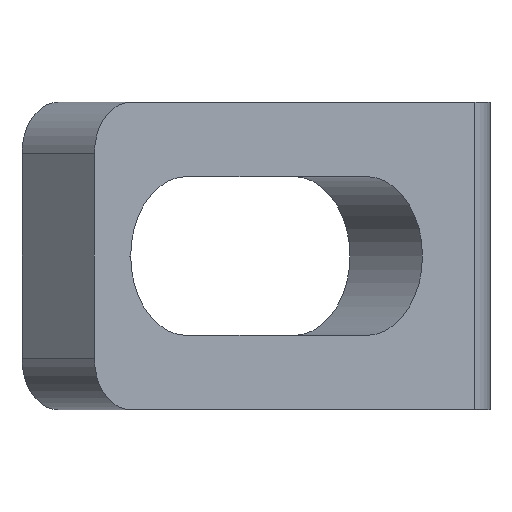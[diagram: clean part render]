
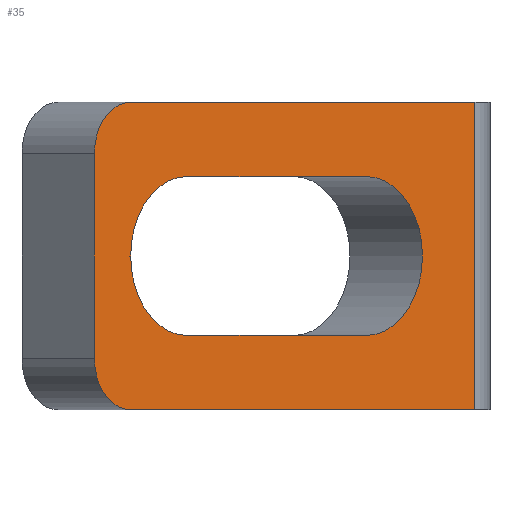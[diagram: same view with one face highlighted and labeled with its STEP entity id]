
A CAD part, left-side view. The second image highlights one B-rep face of the part: STEP entity #35.
In plain terms, the highlighted planar face has unit normal (-0.707, -0.707, 0).
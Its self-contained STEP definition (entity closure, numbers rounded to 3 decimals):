
#3 = DIRECTION ( 'NONE',  ( 0.707, 0.707, 0. ) ) ;
#35 = ADVANCED_FACE ( 'NONE', ( #425, #389 ), #283, .F. ) ;
#48 = CARTESIAN_POINT ( 'NONE',  ( -0.707, -0.707, 0. ) ) ;
#49 = CARTESIAN_POINT ( 'NONE',  ( -6.329, 4.914, 1.45 ) ) ;
#56 = CARTESIAN_POINT ( 'NONE',  ( -0.414, -1., 6. ) ) ;
#58 = CARTESIAN_POINT ( 'NONE',  ( -2.828, 1.414, 4.55 ) ) ;
#60 = CARTESIAN_POINT ( 'NONE',  ( -2.828, 1.414, 1.45 ) ) ;
#88 = AXIS2_PLACEMENT_3D ( 'NONE', #56, #3, #344 ) ;
#96 = DIRECTION ( 'NONE',  ( -0.707, 0.707, 0. ) ) ;
#98 = CARTESIAN_POINT ( 'NONE',  ( -8.132, 6.718, 1. ) ) ;
#111 = DIRECTION ( 'NONE',  ( 0.707, 0.707, 0. ) ) ;
#112 = CARTESIAN_POINT ( 'NONE',  ( -7.425, 6.01, 1. ) ) ;
#130 = AXIS2_PLACEMENT_3D ( 'NONE', #112, #111, #96 ) ;
#133 = CARTESIAN_POINT ( 'NONE',  ( -0.707, -0.707, 0. ) ) ;
#156 = AXIS2_PLACEMENT_3D ( 'NONE', #465, #449, #445 ) ;
#160 = CARTESIAN_POINT ( 'NONE',  ( -0.707, -0.707, 6. ) ) ;
#163 = AXIS2_PLACEMENT_3D ( 'NONE', #486, #483, #480 ) ;
#168 = CARTESIAN_POINT ( 'NONE',  ( -7.425, 6.01, 6. ) ) ;
#169 = AXIS2_PLACEMENT_3D ( 'NONE', #556, #553, #548 ) ;
#192 = AXIS2_PLACEMENT_3D ( 'NONE', #713, #712, #708 ) ;
#204 = DIRECTION ( 'NONE',  ( -0.707, 0.707, 0. ) ) ;
#222 = CARTESIAN_POINT ( 'NONE',  ( -7.425, 6.01, 0. ) ) ;
#224 = CIRCLE ( 'NONE', #130, 1. ) ;
#232 = LINE ( 'NONE', #133, #247 ) ;
#247 = VECTOR ( 'NONE', #204, 1000. ) ;
#262 = CARTESIAN_POINT ( 'NONE',  ( -6.329, 4.914, 4.55 ) ) ;
#276 = CARTESIAN_POINT ( 'NONE',  ( -7.425, 6.01, 3. ) ) ;
#283 = PLANE ( 'NONE',  #88 ) ;
#300 = LINE ( 'NONE', #343, #314 ) ;
#301 = EDGE_CURVE ( 'NONE', #582, #568, #328, .T. ) ;
#303 = EDGE_CURVE ( 'NONE', #479, #568, #504, .T. ) ;
#306 = VECTOR ( 'NONE', #391, 1000. ) ;
#311 = VECTOR ( 'NONE', #400, 1000. ) ;
#314 = VECTOR ( 'NONE', #359, 1000. ) ;
#317 = LINE ( 'NONE', #423, #306 ) ;
#324 = LINE ( 'NONE', #415, #311 ) ;
#326 = VECTOR ( 'NONE', #492, 1000. ) ;
#328 = LINE ( 'NONE', #746, #409 ) ;
#336 = LINE ( 'NONE', #494, #326 ) ;
#338 = CIRCLE ( 'NONE', #156, 1.55 ) ;
#339 = CARTESIAN_POINT ( 'NONE',  ( -8.132, 6.718, 5. ) ) ;
#341 = CIRCLE ( 'NONE', #163, 1.55 ) ;
#343 = CARTESIAN_POINT ( 'NONE',  ( -0.707, -0.707, 6. ) ) ;
#344 = DIRECTION ( 'NONE',  ( -0.707, 0.707, 0. ) ) ;
#358 = EDGE_CURVE ( 'NONE', #670, #665, #395, .T. ) ;
#359 = DIRECTION ( 'NONE',  ( 0., 0., -1. ) ) ;
#389 = FACE_BOUND ( 'NONE', #573, .T. ) ;
#391 = DIRECTION ( 'NONE',  ( 0.707, -0.707, 0. ) ) ;
#393 = EDGE_CURVE ( 'NONE', #522, #521, #341, .T. ) ;
#395 = CIRCLE ( 'NONE', #169, 1.55 ) ;
#399 = EDGE_CURVE ( 'NONE', #521, #725, #338, .T. ) ;
#400 = DIRECTION ( 'NONE',  ( -0.707, 0.707, 0. ) ) ;
#407 = EDGE_CURVE ( 'NONE', #647, #479, #336, .T. ) ;
#409 = VECTOR ( 'NONE', #735, 1000. ) ;
#415 = CARTESIAN_POINT ( 'NONE',  ( -0.414, -1., 4.55 ) ) ;
#423 = CARTESIAN_POINT ( 'NONE',  ( -0.414, -1., 1.45 ) ) ;
#425 = FACE_OUTER_BOUND ( 'NONE', #462, .T. ) ;
#436 = EDGE_CURVE ( 'NONE', #665, #522, #324, .T. ) ;
#443 = EDGE_CURVE ( 'NONE', #725, #670, #317, .T. ) ;
#445 = DIRECTION ( 'NONE',  ( -0.707, 0.707, 0. ) ) ;
#449 = DIRECTION ( 'NONE',  ( -0.707, -0.707, 0. ) ) ;
#462 = EDGE_LOOP ( 'NONE', ( #733, #731, #726, #724, #723, #727 ) ) ;
#465 = CARTESIAN_POINT ( 'NONE',  ( -6.329, 4.914, 3. ) ) ;
#477 = EDGE_CURVE ( 'NONE', #582, #773, #300, .T. ) ;
#479 = VERTEX_POINT ( 'NONE', #339 ) ;
#480 = DIRECTION ( 'NONE',  ( -0.707, 0.707, 0. ) ) ;
#483 = DIRECTION ( 'NONE',  ( -0.707, -0.707, 0. ) ) ;
#486 = CARTESIAN_POINT ( 'NONE',  ( -6.329, 4.914, 3. ) ) ;
#492 = DIRECTION ( 'NONE',  ( 0., 0., 1. ) ) ;
#494 = CARTESIAN_POINT ( 'NONE',  ( -8.132, 6.718, 6. ) ) ;
#504 = CIRCLE ( 'NONE', #192, 1. ) ;
#521 = VERTEX_POINT ( 'NONE', #276 ) ;
#522 = VERTEX_POINT ( 'NONE', #262 ) ;
#548 = DIRECTION ( 'NONE',  ( -0.707, 0.707, 0. ) ) ;
#553 = DIRECTION ( 'NONE',  ( -0.707, -0.707, 0. ) ) ;
#554 = VERTEX_POINT ( 'NONE', #222 ) ;
#556 = CARTESIAN_POINT ( 'NONE',  ( -2.828, 1.414, 3. ) ) ;
#568 = VERTEX_POINT ( 'NONE', #168 ) ;
#573 = EDGE_LOOP ( 'NONE', ( #728, #721, #720, #719, #722 ) ) ;
#582 = VERTEX_POINT ( 'NONE', #160 ) ;
#589 = EDGE_CURVE ( 'NONE', #773, #554, #232, .T. ) ;
#595 = EDGE_CURVE ( 'NONE', #554, #647, #224, .T. ) ;
#647 = VERTEX_POINT ( 'NONE', #98 ) ;
#665 = VERTEX_POINT ( 'NONE', #58 ) ;
#670 = VERTEX_POINT ( 'NONE', #60 ) ;
#708 = DIRECTION ( 'NONE',  ( 0.707, -0.707, 0. ) ) ;
#712 = DIRECTION ( 'NONE',  ( 0.707, 0.707, 0. ) ) ;
#713 = CARTESIAN_POINT ( 'NONE',  ( -7.425, 6.01, 5. ) ) ;
#719 = ORIENTED_EDGE ( 'NONE', *, *, #443, .F. ) ;
#720 = ORIENTED_EDGE ( 'NONE', *, *, #358, .F. ) ;
#721 = ORIENTED_EDGE ( 'NONE', *, *, #436, .F. ) ;
#722 = ORIENTED_EDGE ( 'NONE', *, *, #399, .F. ) ;
#723 = ORIENTED_EDGE ( 'NONE', *, *, #303, .F. ) ;
#724 = ORIENTED_EDGE ( 'NONE', *, *, #301, .T. ) ;
#725 = VERTEX_POINT ( 'NONE', #49 ) ;
#726 = ORIENTED_EDGE ( 'NONE', *, *, #477, .F. ) ;
#727 = ORIENTED_EDGE ( 'NONE', *, *, #407, .F. ) ;
#728 = ORIENTED_EDGE ( 'NONE', *, *, #393, .F. ) ;
#731 = ORIENTED_EDGE ( 'NONE', *, *, #589, .F. ) ;
#733 = ORIENTED_EDGE ( 'NONE', *, *, #595, .F. ) ;
#735 = DIRECTION ( 'NONE',  ( -0.707, 0.707, 0. ) ) ;
#746 = CARTESIAN_POINT ( 'NONE',  ( -0.707, -0.707, 6. ) ) ;
#773 = VERTEX_POINT ( 'NONE', #48 ) ;
